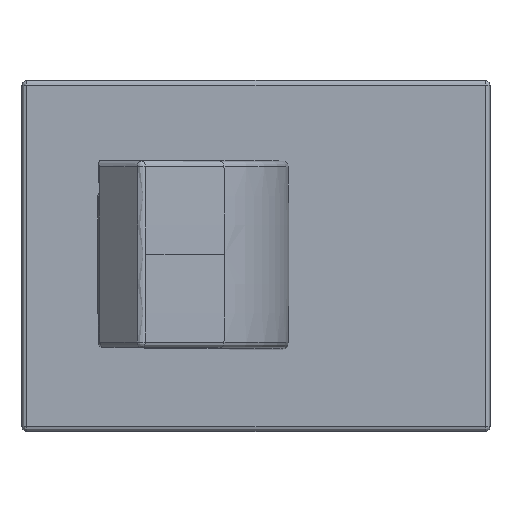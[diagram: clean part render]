
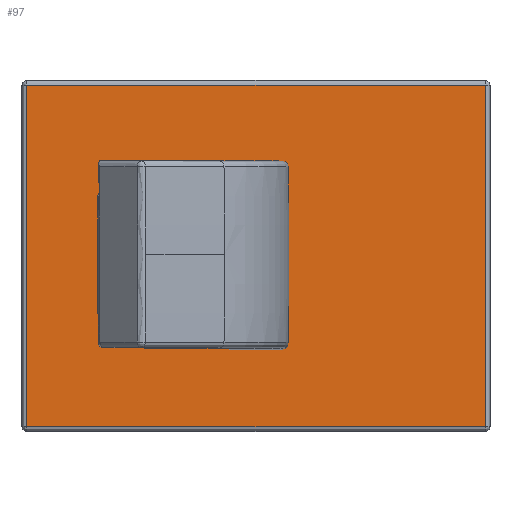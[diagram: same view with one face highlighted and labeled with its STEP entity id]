
A CAD part, top view. The second image highlights one B-rep face of the part: STEP entity #97.
In plain terms, the highlighted face is planar.
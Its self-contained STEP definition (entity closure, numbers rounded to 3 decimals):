
#28 = AXIS2_PLACEMENT_3D ( 'NONE', #65, #74, #849 ) ;
#65 = CARTESIAN_POINT ( 'NONE',  ( -40., 9., 30. ) ) ;
#74 = DIRECTION ( 'NONE',  ( 0., 1., 0. ) ) ;
#97 = ADVANCED_FACE ( 'NONE', ( #968 ), #530, .T. ) ;
#126 = CARTESIAN_POINT ( 'NONE',  ( 39.2, 9., 29.2 ) ) ;
#139 = VERTEX_POINT ( 'NONE', #962 ) ;
#176 = VERTEX_POINT ( 'NONE', #289 ) ;
#188 = VECTOR ( 'NONE', #911, 1000. ) ;
#214 = DIRECTION ( 'NONE',  ( 0., 0., -1. ) ) ;
#251 = CARTESIAN_POINT ( 'NONE',  ( -39.2, 9., 29.2 ) ) ;
#282 = VECTOR ( 'NONE', #1108, 1000. ) ;
#289 = CARTESIAN_POINT ( 'NONE',  ( 39.2, 9., -29.2 ) ) ;
#347 = LINE ( 'NONE', #768, #1039 ) ;
#363 = CARTESIAN_POINT ( 'NONE',  ( -39.2, 9., -29.2 ) ) ;
#453 = ORIENTED_EDGE ( 'NONE', *, *, #701, .T. ) ;
#473 = LINE ( 'NONE', #363, #188 ) ;
#478 = DIRECTION ( 'NONE',  ( 0., 0., 1. ) ) ;
#481 = ORIENTED_EDGE ( 'NONE', *, *, #1120, .T. ) ;
#490 = LINE ( 'NONE', #1249, #1262 ) ;
#530 = PLANE ( 'NONE',  #28 ) ;
#562 = EDGE_CURVE ( 'NONE', #139, #176, #347, .T. ) ;
#668 = VERTEX_POINT ( 'NONE', #251 ) ;
#701 = EDGE_CURVE ( 'NONE', #944, #668, #490, .T. ) ;
#719 = ORIENTED_EDGE ( 'NONE', *, *, #778, .T. ) ;
#733 = ORIENTED_EDGE ( 'NONE', *, *, #562, .T. ) ;
#768 = CARTESIAN_POINT ( 'NONE',  ( 39.2, 9., -29.2 ) ) ;
#778 = EDGE_CURVE ( 'NONE', #176, #944, #473, .T. ) ;
#849 = DIRECTION ( 'NONE',  ( 0., 0., 1. ) ) ;
#911 = DIRECTION ( 'NONE',  ( -1., 0., 0. ) ) ;
#944 = VERTEX_POINT ( 'NONE', #1298 ) ;
#962 = CARTESIAN_POINT ( 'NONE',  ( 39.2, 9., 29.2 ) ) ;
#968 = FACE_OUTER_BOUND ( 'NONE', #1160, .T. ) ;
#1027 = LINE ( 'NONE', #126, #282 ) ;
#1039 = VECTOR ( 'NONE', #214, 1000. ) ;
#1108 = DIRECTION ( 'NONE',  ( 1., 0., 0. ) ) ;
#1120 = EDGE_CURVE ( 'NONE', #668, #139, #1027, .T. ) ;
#1160 = EDGE_LOOP ( 'NONE', ( #733, #719, #453, #481 ) ) ;
#1249 = CARTESIAN_POINT ( 'NONE',  ( -39.2, 9., 29.2 ) ) ;
#1262 = VECTOR ( 'NONE', #478, 1000. ) ;
#1298 = CARTESIAN_POINT ( 'NONE',  ( -39.2, 9., -29.2 ) ) ;
